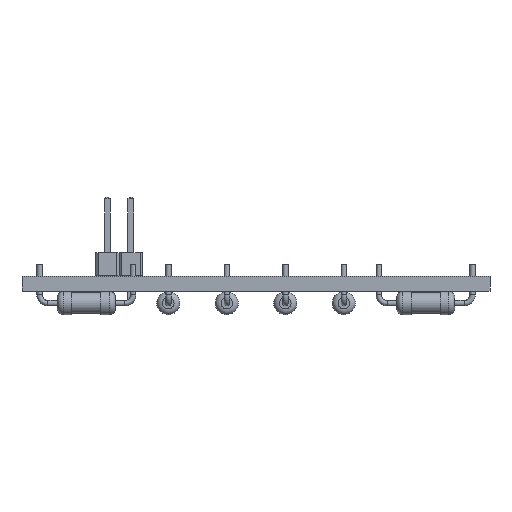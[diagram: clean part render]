
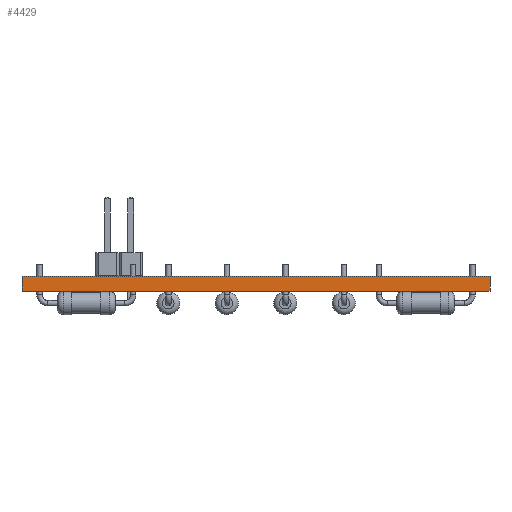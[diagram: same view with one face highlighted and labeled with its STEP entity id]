
A CAD part, left-side view. The second image highlights one B-rep face of the part: STEP entity #4429.
In plain terms, the highlighted planar face has unit normal (-1, 0, 0).
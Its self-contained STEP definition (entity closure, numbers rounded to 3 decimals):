
#4429 = ADVANCED_FACE('',(#4430),#4444,.F.);
#4430 = FACE_BOUND('',#4431,.F.);
#4431 = EDGE_LOOP('',(#4432,#4467,#4495,#4523));
#4432 = ORIENTED_EDGE('',*,*,#4433,.T.);
#4433 = EDGE_CURVE('',#4434,#4436,#4438,.T.);
#4434 = VERTEX_POINT('',#4435);
#4435 = CARTESIAN_POINT('',(92.71,-61.591,0.));
#4436 = VERTEX_POINT('',#4437);
#4437 = CARTESIAN_POINT('',(92.71,-61.591,1.6));
#4438 = SURFACE_CURVE('',#4439,(#4443,#4455),.PCURVE_S1.);
#4439 = LINE('',#4440,#4441);
#4440 = CARTESIAN_POINT('',(92.71,-61.591,0.));
#4441 = VECTOR('',#4442,1.);
#4442 = DIRECTION('',(0.,0.,1.));
#4443 = PCURVE('',#4444,#4449);
#4444 = PLANE('',#4445);
#4445 = AXIS2_PLACEMENT_3D('',#4446,#4447,#4448);
#4446 = CARTESIAN_POINT('',(92.71,-61.591,0.));
#4447 = DIRECTION('',(1.,0.,0.));
#4448 = DIRECTION('',(0.,-1.,0.));
#4449 = DEFINITIONAL_REPRESENTATION('',(#4450),#4454);
#4450 = LINE('',#4451,#4452);
#4451 = CARTESIAN_POINT('',(0.,0.));
#4452 = VECTOR('',#4453,1.);
#4453 = DIRECTION('',(0.,-1.));
#4454 = ( GEOMETRIC_REPRESENTATION_CONTEXT(2) 
PARAMETRIC_REPRESENTATION_CONTEXT() REPRESENTATION_CONTEXT('2D SPACE',''
  ) );
#4455 = PCURVE('',#4456,#4461);
#4456 = PLANE('',#4457);
#4457 = AXIS2_PLACEMENT_3D('',#4458,#4459,#4460);
#4458 = CARTESIAN_POINT('',(143.51,-61.591,0.));
#4459 = DIRECTION('',(0.,-1.,0.));
#4460 = DIRECTION('',(-1.,0.,0.));
#4461 = DEFINITIONAL_REPRESENTATION('',(#4462),#4466);
#4462 = LINE('',#4463,#4464);
#4463 = CARTESIAN_POINT('',(50.8,0.));
#4464 = VECTOR('',#4465,1.);
#4465 = DIRECTION('',(0.,-1.));
#4466 = ( GEOMETRIC_REPRESENTATION_CONTEXT(2) 
PARAMETRIC_REPRESENTATION_CONTEXT() REPRESENTATION_CONTEXT('2D SPACE',''
  ) );
#4467 = ORIENTED_EDGE('',*,*,#4468,.T.);
#4468 = EDGE_CURVE('',#4436,#4469,#4471,.T.);
#4469 = VERTEX_POINT('',#4470);
#4470 = CARTESIAN_POINT('',(92.71,-112.391,1.6));
#4471 = SURFACE_CURVE('',#4472,(#4476,#4483),.PCURVE_S1.);
#4472 = LINE('',#4473,#4474);
#4473 = CARTESIAN_POINT('',(92.71,-61.591,1.6));
#4474 = VECTOR('',#4475,1.);
#4475 = DIRECTION('',(0.,-1.,0.));
#4476 = PCURVE('',#4444,#4477);
#4477 = DEFINITIONAL_REPRESENTATION('',(#4478),#4482);
#4478 = LINE('',#4479,#4480);
#4479 = CARTESIAN_POINT('',(0.,-1.6));
#4480 = VECTOR('',#4481,1.);
#4481 = DIRECTION('',(1.,0.));
#4482 = ( GEOMETRIC_REPRESENTATION_CONTEXT(2) 
PARAMETRIC_REPRESENTATION_CONTEXT() REPRESENTATION_CONTEXT('2D SPACE',''
  ) );
#4483 = PCURVE('',#4484,#4489);
#4484 = PLANE('',#4485);
#4485 = AXIS2_PLACEMENT_3D('',#4486,#4487,#4488);
#4486 = CARTESIAN_POINT('',(118.11,-86.991,1.6));
#4487 = DIRECTION('',(0.,0.,1.));
#4488 = DIRECTION('',(1.,0.,0.));
#4489 = DEFINITIONAL_REPRESENTATION('',(#4490),#4494);
#4490 = LINE('',#4491,#4492);
#4491 = CARTESIAN_POINT('',(-25.4,25.4));
#4492 = VECTOR('',#4493,1.);
#4493 = DIRECTION('',(0.,-1.));
#4494 = ( GEOMETRIC_REPRESENTATION_CONTEXT(2) 
PARAMETRIC_REPRESENTATION_CONTEXT() REPRESENTATION_CONTEXT('2D SPACE',''
  ) );
#4495 = ORIENTED_EDGE('',*,*,#4496,.F.);
#4496 = EDGE_CURVE('',#4497,#4469,#4499,.T.);
#4497 = VERTEX_POINT('',#4498);
#4498 = CARTESIAN_POINT('',(92.71,-112.391,0.));
#4499 = SURFACE_CURVE('',#4500,(#4504,#4511),.PCURVE_S1.);
#4500 = LINE('',#4501,#4502);
#4501 = CARTESIAN_POINT('',(92.71,-112.391,0.));
#4502 = VECTOR('',#4503,1.);
#4503 = DIRECTION('',(0.,0.,1.));
#4504 = PCURVE('',#4444,#4505);
#4505 = DEFINITIONAL_REPRESENTATION('',(#4506),#4510);
#4506 = LINE('',#4507,#4508);
#4507 = CARTESIAN_POINT('',(50.8,0.));
#4508 = VECTOR('',#4509,1.);
#4509 = DIRECTION('',(0.,-1.));
#4510 = ( GEOMETRIC_REPRESENTATION_CONTEXT(2) 
PARAMETRIC_REPRESENTATION_CONTEXT() REPRESENTATION_CONTEXT('2D SPACE',''
  ) );
#4511 = PCURVE('',#4512,#4517);
#4512 = PLANE('',#4513);
#4513 = AXIS2_PLACEMENT_3D('',#4514,#4515,#4516);
#4514 = CARTESIAN_POINT('',(92.71,-112.391,0.));
#4515 = DIRECTION('',(0.,1.,0.));
#4516 = DIRECTION('',(1.,0.,0.));
#4517 = DEFINITIONAL_REPRESENTATION('',(#4518),#4522);
#4518 = LINE('',#4519,#4520);
#4519 = CARTESIAN_POINT('',(0.,0.));
#4520 = VECTOR('',#4521,1.);
#4521 = DIRECTION('',(0.,-1.));
#4522 = ( GEOMETRIC_REPRESENTATION_CONTEXT(2) 
PARAMETRIC_REPRESENTATION_CONTEXT() REPRESENTATION_CONTEXT('2D SPACE',''
  ) );
#4523 = ORIENTED_EDGE('',*,*,#4524,.F.);
#4524 = EDGE_CURVE('',#4434,#4497,#4525,.T.);
#4525 = SURFACE_CURVE('',#4526,(#4530,#4537),.PCURVE_S1.);
#4526 = LINE('',#4527,#4528);
#4527 = CARTESIAN_POINT('',(92.71,-61.591,0.));
#4528 = VECTOR('',#4529,1.);
#4529 = DIRECTION('',(0.,-1.,0.));
#4530 = PCURVE('',#4444,#4531);
#4531 = DEFINITIONAL_REPRESENTATION('',(#4532),#4536);
#4532 = LINE('',#4533,#4534);
#4533 = CARTESIAN_POINT('',(0.,0.));
#4534 = VECTOR('',#4535,1.);
#4535 = DIRECTION('',(1.,0.));
#4536 = ( GEOMETRIC_REPRESENTATION_CONTEXT(2) 
PARAMETRIC_REPRESENTATION_CONTEXT() REPRESENTATION_CONTEXT('2D SPACE',''
  ) );
#4537 = PCURVE('',#4538,#4543);
#4538 = PLANE('',#4539);
#4539 = AXIS2_PLACEMENT_3D('',#4540,#4541,#4542);
#4540 = CARTESIAN_POINT('',(118.11,-86.991,0.));
#4541 = DIRECTION('',(0.,0.,1.));
#4542 = DIRECTION('',(1.,0.,0.));
#4543 = DEFINITIONAL_REPRESENTATION('',(#4544),#4548);
#4544 = LINE('',#4545,#4546);
#4545 = CARTESIAN_POINT('',(-25.4,25.4));
#4546 = VECTOR('',#4547,1.);
#4547 = DIRECTION('',(0.,-1.));
#4548 = ( GEOMETRIC_REPRESENTATION_CONTEXT(2) 
PARAMETRIC_REPRESENTATION_CONTEXT() REPRESENTATION_CONTEXT('2D SPACE',''
  ) );
